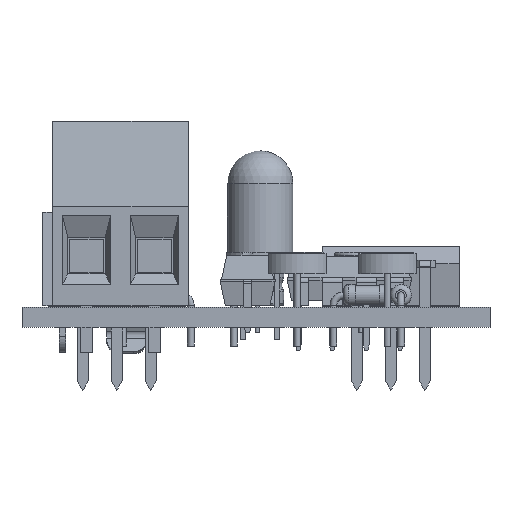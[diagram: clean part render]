
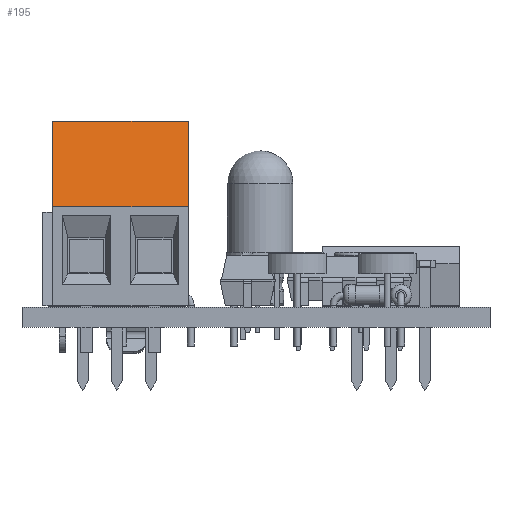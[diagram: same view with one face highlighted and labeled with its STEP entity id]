
A CAD part, front view. The second image highlights one B-rep face of the part: STEP entity #195.
In plain terms, the highlighted planar face has unit normal (0, -0.974, 0.228).
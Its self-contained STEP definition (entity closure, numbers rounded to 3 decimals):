
#103 = EDGE_CURVE('',#104,#106,#108,.T.);
#104 = VERTEX_POINT('',#105);
#105 = CARTESIAN_POINT('',(-2.54,-2.6,13.8));
#106 = VERTEX_POINT('',#107);
#107 = CARTESIAN_POINT('',(-2.54,-4.1,7.4));
#108 = LINE('',#109,#110);
#109 = CARTESIAN_POINT('',(-2.54,-2.6,13.8));
#110 = VECTOR('',#111,1.);
#111 = DIRECTION('',(0.,-0.228,-0.974));
#195 = ADVANCED_FACE('',(#196),#221,.F.);
#196 = FACE_BOUND('',#197,.F.);
#197 = EDGE_LOOP('',(#198,#206,#214,#220));
#198 = ORIENTED_EDGE('',*,*,#199,.T.);
#199 = EDGE_CURVE('',#104,#200,#202,.T.);
#200 = VERTEX_POINT('',#201);
#201 = CARTESIAN_POINT('',(7.62,-2.6,13.8));
#202 = LINE('',#203,#204);
#203 = CARTESIAN_POINT('',(-2.54,-2.6,13.8));
#204 = VECTOR('',#205,1.);
#205 = DIRECTION('',(1.,0.,0.));
#206 = ORIENTED_EDGE('',*,*,#207,.T.);
#207 = EDGE_CURVE('',#200,#208,#210,.T.);
#208 = VERTEX_POINT('',#209);
#209 = CARTESIAN_POINT('',(7.62,-4.1,7.4));
#210 = LINE('',#211,#212);
#211 = CARTESIAN_POINT('',(7.62,-2.6,13.8));
#212 = VECTOR('',#213,1.);
#213 = DIRECTION('',(0.,-0.228,-0.974));
#214 = ORIENTED_EDGE('',*,*,#215,.F.);
#215 = EDGE_CURVE('',#106,#208,#216,.T.);
#216 = LINE('',#217,#218);
#217 = CARTESIAN_POINT('',(-2.54,-4.1,7.4));
#218 = VECTOR('',#219,1.);
#219 = DIRECTION('',(1.,0.,0.));
#220 = ORIENTED_EDGE('',*,*,#103,.F.);
#221 = PLANE('',#222);
#222 = AXIS2_PLACEMENT_3D('',#223,#224,#225);
#223 = CARTESIAN_POINT('',(-2.54,-2.6,13.8));
#224 = DIRECTION('',(0.,0.974,-0.228));
#225 = DIRECTION('',(0.,-0.228,-0.974));
